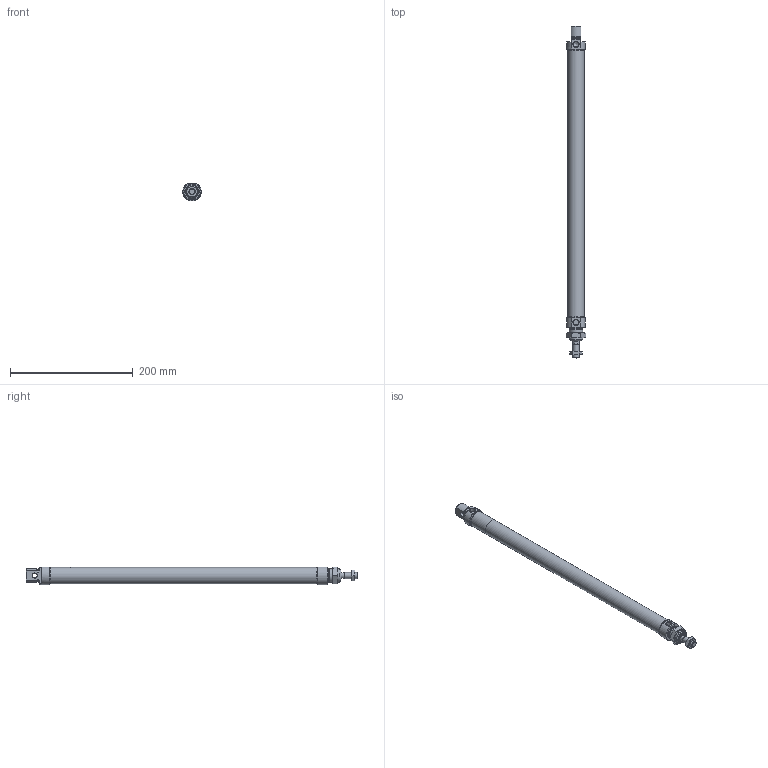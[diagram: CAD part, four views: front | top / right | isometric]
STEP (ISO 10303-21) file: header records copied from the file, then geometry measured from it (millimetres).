
FILE_DESCRIPTION(/* description */ ('Unknown'),/* implementation_level */ '2;1');
FILE_NAME(/* name */ 'RIM 25_400',/* time_stamp */ '2024-08-27T10:12:51+02:00',/* author */ ('Unknown'),/* organization */ ('Unknown'),/* preprocessor_version */ 'ST-DEVELOPER v16.7',/* originating_system */ 'Solid Edge',/* authorisation */ 'Unknown');
FILE_SCHEMA (('AUTOMOTIVE_DESIGN {1 0 10303 214 3 1 1}'));
Length unit declared in the file: millimetre
Products named in the file (7): RIM 25_400; Profilrohr; Kolbenstange; Kit_1; Kit_2; Mutter_1; Mutter_2
Assembly tree (6 placements, depth 2):
  RIM 25_400
    Profilrohr
    Kolbenstange
    Kit_1
    Kit_2
    Mutter_1
    Mutter_2
Bounding box: 31.18 x 540 x 28.45 mm (x, y, z)
Volume: 117410.5 mm3; surface area: 102035.7 mm2
Topology: 6 solids, 6 shells, 136 faces, 289 edges, 178 vertices
Faces by surface type: plane 55, cone 40, cylinder 34, torus 7
Full cylindrical faces by diameter (mm): 8 x1, 8.56 x1, 8.566 x2, 8.647 x1, 10 x2, 10.5 x1, 11.1 x1, 14 x1, 14.1 x1, 16.1 x1, 16.2 x1, 19.7 x1, 20.376 x1, 22 x2, 25 x2, 26.5 x1, 27 x2
Entity records: 4327 total; most frequent: CARTESIAN_POINT 639, DIRECTION 582, ORIENTED_EDGE 452, AXIS2_PLACEMENT_3D 259, EDGE_CURVE 226, FACE_BOUND 211, EDGE_LOOP 210, VERTEX_POINT 169
